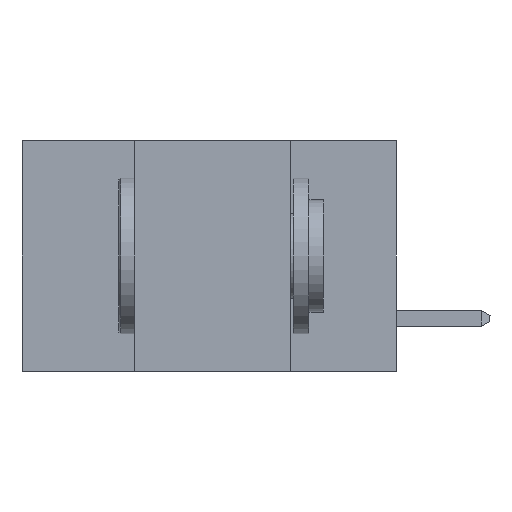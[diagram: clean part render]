
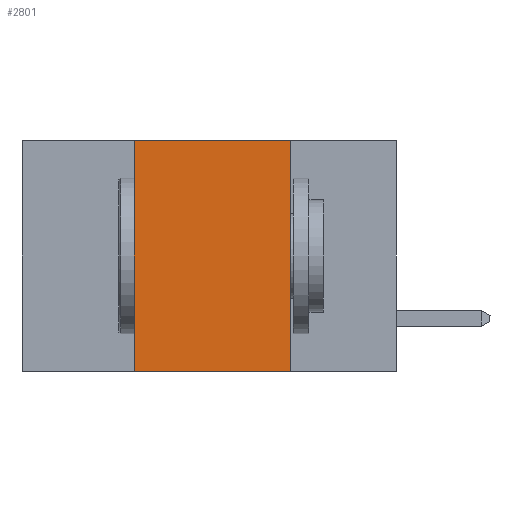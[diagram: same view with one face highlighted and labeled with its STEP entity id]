
A CAD part, left-side view. The second image highlights one B-rep face of the part: STEP entity #2801.
In plain terms, the highlighted planar face has unit normal (-1, 0, 0).
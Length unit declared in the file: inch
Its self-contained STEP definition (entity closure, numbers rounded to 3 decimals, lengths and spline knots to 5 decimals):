
#496 = DIRECTION ( 'NONE',  ( 0., 0., 1. ) ) ;
#506 = CARTESIAN_POINT ( 'NONE',  ( 0., 0.17, -0.37 ) ) ;
#579 = DIRECTION ( 'NONE',  ( 0., -1., 0. ) ) ;
#1014 = CARTESIAN_POINT ( 'NONE',  ( 0., 0.17, 0. ) ) ;
#1028 = CARTESIAN_POINT ( 'NONE',  ( 0., 0.6, -0.37 ) ) ;
#1062 = FACE_OUTER_BOUND ( 'NONE', #2995, .T. ) ;
#1113 = VECTOR ( 'NONE', #496, 39.37008 ) ;
#1341 = CARTESIAN_POINT ( 'NONE',  ( 0., 0.6, 0. ) ) ;
#1846 = EDGE_CURVE ( 'NONE', #4578, #8688, #5768, .T. ) ;
#2189 = VECTOR ( 'NONE', #4925, 39.37008 ) ;
#2491 = LINE ( 'NONE', #1028, #4427 ) ;
#2801 = ADVANCED_FACE ( 'NONE', ( #1062 ), #5953, .F. ) ;
#2995 = EDGE_LOOP ( 'NONE', ( #7783, #7922, #6855, #7689 ) ) ;
#3239 = LINE ( 'NONE', #6876, #1113 ) ;
#4269 = VECTOR ( 'NONE', #5617, 39.37008 ) ;
#4427 = VECTOR ( 'NONE', #579, 39.37008 ) ;
#4453 = CARTESIAN_POINT ( 'NONE',  ( 0., 0.42, -0.37 ) ) ;
#4578 = VERTEX_POINT ( 'NONE', #1014 ) ;
#4925 = DIRECTION ( 'NONE',  ( 0., 0., -1. ) ) ;
#5042 = EDGE_CURVE ( 'NONE', #6534, #8688, #2491, .T. ) ;
#5198 = CARTESIAN_POINT ( 'NONE',  ( 0., 0.17, -0.37 ) ) ;
#5246 = VERTEX_POINT ( 'NONE', #8584 ) ;
#5617 = DIRECTION ( 'NONE',  ( 0., -1., 0. ) ) ;
#5721 = DIRECTION ( 'NONE',  ( 0., 0., -1. ) ) ;
#5728 = DIRECTION ( 'NONE',  ( 1., 0., 0. ) ) ;
#5768 = LINE ( 'NONE', #5198, #2189 ) ;
#5860 = CARTESIAN_POINT ( 'NONE',  ( 0., 0.6, 0. ) ) ;
#5953 = PLANE ( 'NONE',  #7739 ) ;
#6534 = VERTEX_POINT ( 'NONE', #4453 ) ;
#6855 = ORIENTED_EDGE ( 'NONE', *, *, #7472, .F. ) ;
#6876 = CARTESIAN_POINT ( 'NONE',  ( 0., 0.42, -0.37 ) ) ;
#7472 = EDGE_CURVE ( 'NONE', #6534, #5246, #3239, .T. ) ;
#7689 = ORIENTED_EDGE ( 'NONE', *, *, #5042, .T. ) ;
#7739 = AXIS2_PLACEMENT_3D ( 'NONE', #5860, #5728, #5721 ) ;
#7783 = ORIENTED_EDGE ( 'NONE', *, *, #1846, .F. ) ;
#7922 = ORIENTED_EDGE ( 'NONE', *, *, #8158, .F. ) ;
#7953 = LINE ( 'NONE', #1341, #4269 ) ;
#8158 = EDGE_CURVE ( 'NONE', #5246, #4578, #7953, .T. ) ;
#8584 = CARTESIAN_POINT ( 'NONE',  ( 0., 0.42, 0. ) ) ;
#8688 = VERTEX_POINT ( 'NONE', #506 ) ;
